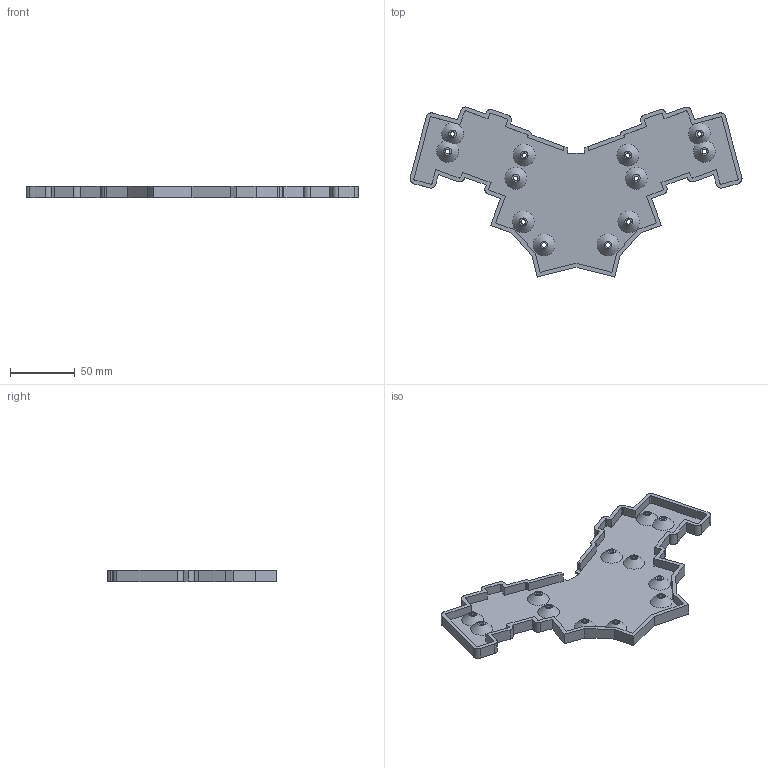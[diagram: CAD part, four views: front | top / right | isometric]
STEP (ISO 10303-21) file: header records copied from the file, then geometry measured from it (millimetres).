
FILE_DESCRIPTION(/* description */ (''),/* implementation_level */ '2;1');
FILE_NAME(/* name */ 'plateless-body-6mm.step',/* time_stamp */ '2023-03-13T12:48:09-07:00',/* author */ (''),/* organization */ (''),/* preprocessor_version */ 'ST-DEVELOPER v19.2',/* originating_system */ 'Autodesk Translation Framework v11.17.0.187',/* authorisation */ '');
FILE_SCHEMA (('AUTOMOTIVE_DESIGN { 1 0 10303 214 3 1 1 }'));
Length unit declared in the file: millimetre
Products named in the file (1): absolem-plateless-case
Bounding box: 256.38 x 131.26 x 9 mm (x, y, z)
Volume: 58627.3 mm3; surface area: 50409.9 mm2
Topology: 1 solids, 1 shells, 178 faces, 505 edges, 339 vertices
Faces by surface type: plane 106, bspline 48, cone 12, cylinder 12
Full cylindrical faces by diameter (mm): 3.5 x12
Entity records: 6244 total; most frequent: CARTESIAN_POINT 1809, ORIENTED_EDGE 1010, DIRECTION 721, EDGE_CURVE 505, LINE 355, VECTOR 355, VERTEX_POINT 339, EDGE_LOOP 212
